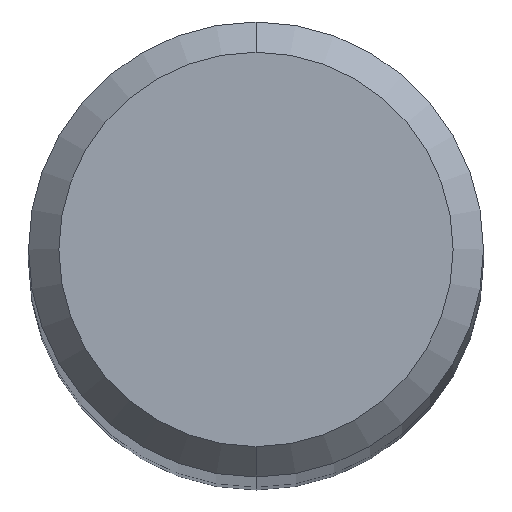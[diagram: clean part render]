
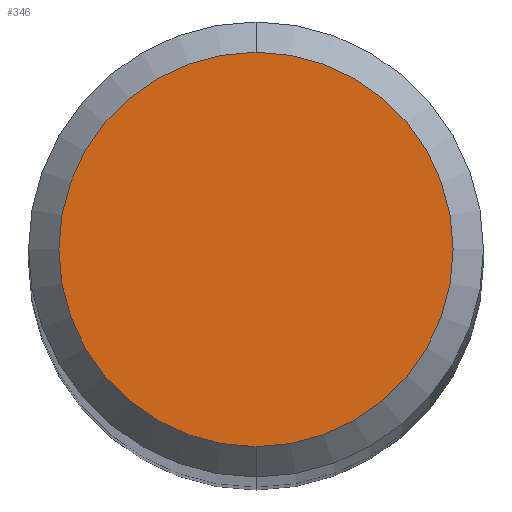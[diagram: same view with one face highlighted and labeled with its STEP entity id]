
A CAD part, top view. The second image highlights one B-rep face of the part: STEP entity #346.
In plain terms, the highlighted planar face has unit normal (0, 0, 1).
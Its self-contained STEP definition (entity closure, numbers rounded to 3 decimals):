
#174=EDGE_CURVE('',#358,#306,#471,.T.);
#260=EDGE_CURVE('',#306,#358,#568,.T.);
#306=VERTEX_POINT('',#619);
#346=ADVANCED_FACE('',(#663),#664,.T.);
#358=VERTEX_POINT('',#676);
#471=CIRCLE('',#790,2.6);
#568=CIRCLE('',#985,2.6);
#619=CARTESIAN_POINT('',(0.0,2.6,0.0));
#663=FACE_OUTER_BOUND('',#1186,.T.);
#664=PLANE('',#1187);
#676=CARTESIAN_POINT('',(0.,-2.6,0.0));
#790=AXIS2_PLACEMENT_3D('',#1404,#1405,#1406);
#985=AXIS2_PLACEMENT_3D('',#1530,#1531,#1532);
#1186=EDGE_LOOP('',(#1650,#1651));
#1187=AXIS2_PLACEMENT_3D('',#1652,#1653,#1654);
#1404=CARTESIAN_POINT('',(0.0,0.0,0.0));
#1405=DIRECTION('',(0.0,0.0,-1.0));
#1406=DIRECTION('',(0.0,1.0,0.0));
#1530=CARTESIAN_POINT('',(0.0,0.0,0.0));
#1531=DIRECTION('',(0.0,0.0,-1.0));
#1532=DIRECTION('',(0.0,1.0,0.0));
#1650=ORIENTED_EDGE('',*,*,#260,.F.);
#1651=ORIENTED_EDGE('',*,*,#174,.F.);
#1652=CARTESIAN_POINT('',(0.0,1.3,0.0));
#1653=DIRECTION('',(-0.0,0.0,1.0));
#1654=DIRECTION('',(0.0,-1.0,0.0));
